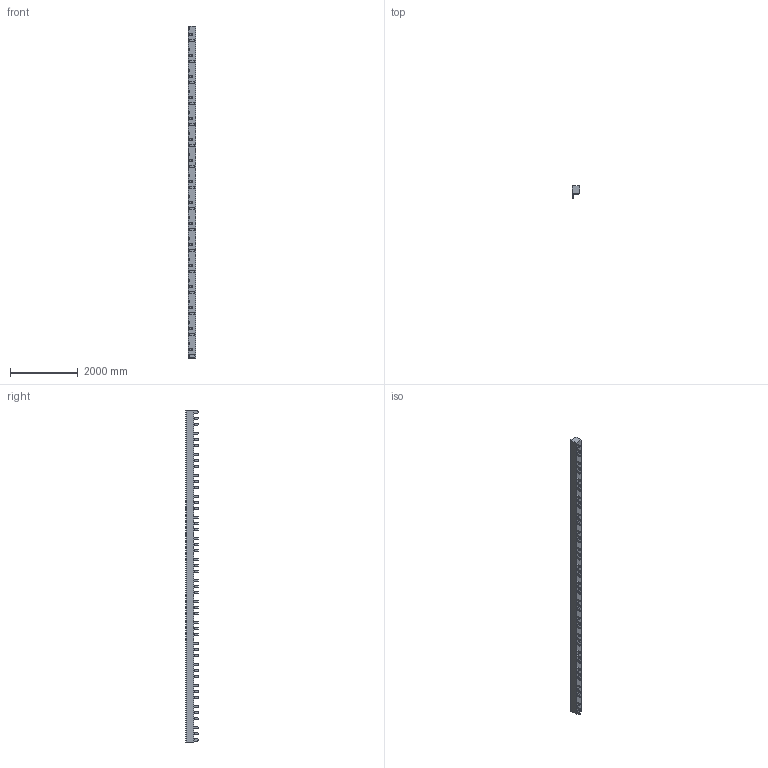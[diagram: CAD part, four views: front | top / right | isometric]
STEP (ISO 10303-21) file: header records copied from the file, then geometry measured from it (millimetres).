
FILE_DESCRIPTION((' '),'2;1');
FILE_NAME('FHL8-A3B8H_3D.stp','2012-08-31T15:53:35',(' '),(' '),' ','ACIS',' ');
FILE_SCHEMA(('CONFIG_CONTROL_DESIGN'));
Length unit declared in the file: millimetre
Products named in the file (1): FHL8-A3B8H_3D.stp
Bounding box: 212 x 365 x 9820 mm (x, y, z)
Volume: 486367184.1 mm3; surface area: 9704234.2 mm2
Topology: 1 solids, 1 shells, 474 faces, 1272 edges, 848 vertices
Faces by surface type: plane 278, cylinder 196
Entity records: 14995 total; most frequent: DIRECTION 2614, CARTESIAN_POINT 2595, ORIENTED_EDGE 2544, EDGE_CURVE 1272, VECTOR 880, LINE 880, AXIS2_PLACEMENT_3D 867, VERTEX_POINT 848
